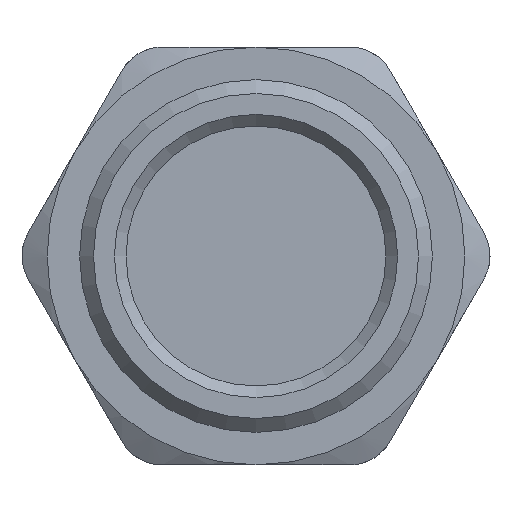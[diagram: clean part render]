
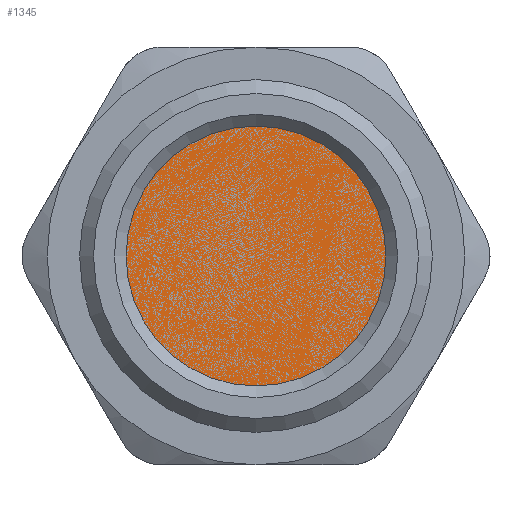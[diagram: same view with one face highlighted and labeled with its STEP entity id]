
A CAD part, front view. The second image highlights one B-rep face of the part: STEP entity #1345.
In plain terms, the highlighted planar face has unit normal (0, 1, 0).
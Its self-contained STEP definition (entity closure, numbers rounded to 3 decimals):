
#245=FACE_OUTER_BOUND('',#329,.T.);
#329=EDGE_LOOP('',(#1160));
#508=CIRCLE('',#1497,7.6);
#624=VERTEX_POINT('',#2600);
#804=EDGE_CURVE('',#624,#624,#508,.T.);
#1160=ORIENTED_EDGE('',*,*,#804,.T.);
#1191=PLANE('',#1496);
#1345=ADVANCED_FACE('',(#245),#1191,.T.);
#1496=AXIS2_PLACEMENT_3D('',#2599,#1834,#1835);
#1497=AXIS2_PLACEMENT_3D('',#2601,#1836,#1837);
#1834=DIRECTION('center_axis',(0.,1.,0.));
#1835=DIRECTION('ref_axis',(0.,0.,1.));
#1836=DIRECTION('center_axis',(0.,1.,0.));
#1837=DIRECTION('ref_axis',(-1.,0.,0.));
#2599=CARTESIAN_POINT('Origin',(-1.654,-3.891,0.));
#2600=CARTESIAN_POINT('',(-9.254,-3.891,0.));
#2601=CARTESIAN_POINT('Origin',(-1.654,-3.891,0.));
